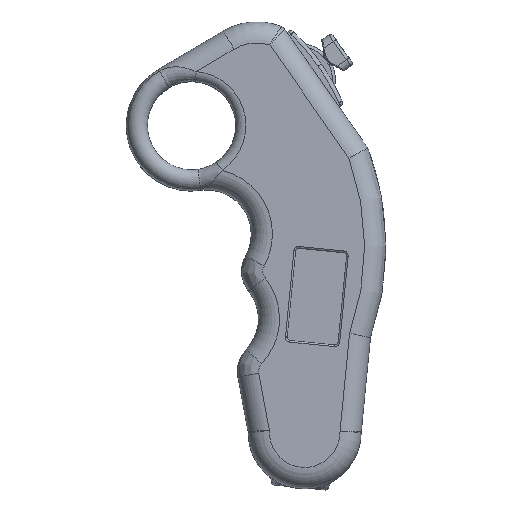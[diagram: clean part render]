
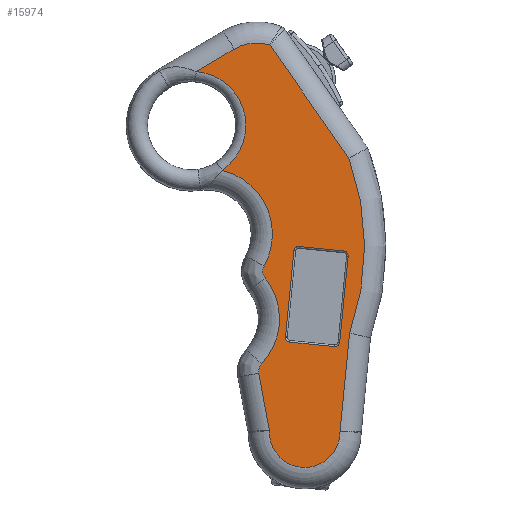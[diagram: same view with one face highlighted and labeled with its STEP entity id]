
A CAD part, top view. The second image highlights one B-rep face of the part: STEP entity #15974.
In plain terms, the highlighted planar face has unit normal (0, 0, 1).
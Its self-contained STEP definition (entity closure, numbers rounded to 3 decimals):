
#1278=FACE_BOUND('',#2847,.T.);
#1446=PLANE('',#17179);
#1855=FACE_OUTER_BOUND('',#2846,.T.);
#2846=EDGE_LOOP('',(#11497,#11498,#11499,#11500,#11501,#11502,#11503,#11504,
#11505,#11506,#11507,#11508));
#2847=EDGE_LOOP('',(#11509,#11510,#11511,#11512,#11513,#11514,#11515,#11516));
#3920=LINE('',#25543,#4892);
#3924=LINE('',#25578,#4896);
#3925=LINE('',#25587,#4897);
#3926=LINE('',#25595,#4898);
#3927=LINE('',#25601,#4899);
#3931=LINE('',#25619,#4903);
#3932=LINE('',#25623,#4904);
#3933=LINE('',#25627,#4905);
#4892=VECTOR('',#19513,10.);
#4896=VECTOR('',#19537,10.);
#4897=VECTOR('',#19550,10.);
#4898=VECTOR('',#19561,10.);
#4899=VECTOR('',#19570,10.);
#4903=VECTOR('',#19590,11.04);
#4904=VECTOR('',#19593,11.04);
#4905=VECTOR('',#19598,10.);
#5866=CIRCLE('',#17157,1.5);
#5872=CIRCLE('',#17165,1.5);
#5875=CIRCLE('',#17170,1.5);
#5878=CIRCLE('',#17175,1.5);
#5879=CIRCLE('',#17180,16.946);
#5880=CIRCLE('',#17181,20.424);
#5881=CIRCLE('',#17182,3.312);
#5882=CIRCLE('',#17183,20.424);
#5883=CIRCLE('',#17184,3.312);
#5884=CIRCLE('',#17185,11.04);
#5885=CIRCLE('',#17186,80.376);
#5886=CIRCLE('',#17187,13.888);
#6956=VERTEX_POINT('',#25093);
#7019=VERTEX_POINT('',#25531);
#7020=VERTEX_POINT('',#25542);
#7023=VERTEX_POINT('',#25566);
#7024=VERTEX_POINT('',#25568);
#7026=VERTEX_POINT('',#25574);
#7028=VERTEX_POINT('',#25580);
#7029=VERTEX_POINT('',#25585);
#7030=VERTEX_POINT('',#25589);
#7031=VERTEX_POINT('',#25593);
#7032=VERTEX_POINT('',#25597);
#7033=VERTEX_POINT('',#25608);
#7034=VERTEX_POINT('',#25610);
#7035=VERTEX_POINT('',#25612);
#7036=VERTEX_POINT('',#25614);
#7037=VERTEX_POINT('',#25616);
#7038=VERTEX_POINT('',#25618);
#7039=VERTEX_POINT('',#25620);
#7040=VERTEX_POINT('',#25622);
#7041=VERTEX_POINT('',#25625);
#8701=EDGE_CURVE('',#7019,#7020,#3920,.T.);
#8707=EDGE_CURVE('',#7023,#7024,#5866,.T.);
#8712=EDGE_CURVE('',#7024,#7026,#3924,.T.);
#8715=EDGE_CURVE('',#7026,#7028,#5872,.T.);
#8717=EDGE_CURVE('',#7028,#7029,#3925,.T.);
#8719=EDGE_CURVE('',#7029,#7030,#5875,.T.);
#8721=EDGE_CURVE('',#7030,#7031,#3926,.T.);
#8723=EDGE_CURVE('',#7031,#7032,#5878,.T.);
#8724=EDGE_CURVE('',#7032,#7023,#3927,.T.);
#8728=EDGE_CURVE('',#7033,#6956,#5879,.T.);
#8729=EDGE_CURVE('',#7034,#7033,#5880,.T.);
#8730=EDGE_CURVE('',#7035,#7034,#5881,.T.);
#8731=EDGE_CURVE('',#7036,#7035,#5882,.T.);
#8732=EDGE_CURVE('',#7037,#7036,#5883,.T.);
#8733=EDGE_CURVE('',#7038,#7037,#3931,.T.);
#8734=EDGE_CURVE('',#7039,#7038,#5884,.T.);
#8735=EDGE_CURVE('',#7040,#7039,#3932,.T.);
#8736=EDGE_CURVE('',#7020,#7040,#5885,.T.);
#8737=EDGE_CURVE('',#7041,#7019,#5886,.T.);
#8738=EDGE_CURVE('',#6956,#7041,#3933,.T.);
#11497=ORIENTED_EDGE('',*,*,#8728,.F.);
#11498=ORIENTED_EDGE('',*,*,#8729,.F.);
#11499=ORIENTED_EDGE('',*,*,#8730,.F.);
#11500=ORIENTED_EDGE('',*,*,#8731,.F.);
#11501=ORIENTED_EDGE('',*,*,#8732,.F.);
#11502=ORIENTED_EDGE('',*,*,#8733,.F.);
#11503=ORIENTED_EDGE('',*,*,#8734,.F.);
#11504=ORIENTED_EDGE('',*,*,#8735,.F.);
#11505=ORIENTED_EDGE('',*,*,#8736,.F.);
#11506=ORIENTED_EDGE('',*,*,#8701,.F.);
#11507=ORIENTED_EDGE('',*,*,#8737,.F.);
#11508=ORIENTED_EDGE('',*,*,#8738,.F.);
#11509=ORIENTED_EDGE('',*,*,#8707,.F.);
#11510=ORIENTED_EDGE('',*,*,#8724,.F.);
#11511=ORIENTED_EDGE('',*,*,#8723,.F.);
#11512=ORIENTED_EDGE('',*,*,#8721,.F.);
#11513=ORIENTED_EDGE('',*,*,#8719,.F.);
#11514=ORIENTED_EDGE('',*,*,#8717,.F.);
#11515=ORIENTED_EDGE('',*,*,#8715,.F.);
#11516=ORIENTED_EDGE('',*,*,#8712,.F.);
#15974=ADVANCED_FACE('',(#1855,#1278),#1446,.T.);
#17157=AXIS2_PLACEMENT_3D('',#25569,#19526,#19527);
#17165=AXIS2_PLACEMENT_3D('',#25583,#19544,#19545);
#17170=AXIS2_PLACEMENT_3D('',#25591,#19555,#19556);
#17175=AXIS2_PLACEMENT_3D('',#25599,#19566,#19567);
#17179=AXIS2_PLACEMENT_3D('',#25607,#19578,#19579);
#17180=AXIS2_PLACEMENT_3D('',#25609,#19580,#19581);
#17181=AXIS2_PLACEMENT_3D('',#25611,#19582,#19583);
#17182=AXIS2_PLACEMENT_3D('',#25613,#19584,#19585);
#17183=AXIS2_PLACEMENT_3D('',#25615,#19586,#19587);
#17184=AXIS2_PLACEMENT_3D('',#25617,#19588,#19589);
#17185=AXIS2_PLACEMENT_3D('',#25621,#19591,#19592);
#17186=AXIS2_PLACEMENT_3D('',#25624,#19594,#19595);
#17187=AXIS2_PLACEMENT_3D('',#25626,#19596,#19597);
#19513=DIRECTION('',(0.574,-0.819,0.));
#19526=DIRECTION('center_axis',(0.,0.,1.));
#19527=DIRECTION('ref_axis',(0.635,-0.773,0.));
#19537=DIRECTION('',(0.098,0.995,0.));
#19544=DIRECTION('center_axis',(0.,0.,1.));
#19545=DIRECTION('ref_axis',(0.773,0.635,0.));
#19550=DIRECTION('',(-0.995,0.098,0.));
#19555=DIRECTION('center_axis',(0.,0.,1.));
#19556=DIRECTION('ref_axis',(-0.635,0.773,0.));
#19561=DIRECTION('',(-0.098,-0.995,0.));
#19566=DIRECTION('center_axis',(0.,0.,1.));
#19567=DIRECTION('ref_axis',(-0.773,-0.635,0.));
#19570=DIRECTION('',(0.995,-0.098,0.));
#19578=DIRECTION('center_axis',(0.,0.,1.));
#19579=DIRECTION('ref_axis',(1.,0.,0.));
#19580=DIRECTION('center_axis',(0.,0.,1.));
#19581=DIRECTION('ref_axis',(0.944,0.331,0.));
#19582=DIRECTION('center_axis',(0.,0.,1.));
#19583=DIRECTION('ref_axis',(0.825,0.565,0.));
#19584=DIRECTION('center_axis',(0.,0.,-1.));
#19585=DIRECTION('ref_axis',(-0.909,0.416,0.));
#19586=DIRECTION('center_axis',(0.,0.,1.));
#19587=DIRECTION('ref_axis',(0.999,-0.041,0.));
#19588=DIRECTION('center_axis',(0.,0.,-1.));
#19589=DIRECTION('ref_axis',(-0.959,0.285,0.));
#19590=DIRECTION('',(-0.181,0.983,0.));
#19591=DIRECTION('center_axis',(0.,0.,-1.));
#19592=DIRECTION('ref_axis',(0.,-1.,0.));
#19593=DIRECTION('',(-0.097,-0.995,0.));
#19594=DIRECTION('center_axis',(0.,0.,-1.));
#19595=DIRECTION('ref_axis',(0.995,-0.098,0.));
#19596=DIRECTION('center_axis',(0.,0.,-1.));
#19597=DIRECTION('ref_axis',(-0.057,0.998,0.));
#19598=DIRECTION('',(0.861,0.508,0.));
#25093=CARTESIAN_POINT('',(-36.203,48.229,29.992));
#25531=CARTESIAN_POINT('',(-13.23,56.529,29.992));
#25542=CARTESIAN_POINT('',(11.511,21.196,29.992));
#25543=CARTESIAN_POINT('',(-1.73,40.106,29.992));
#25566=CARTESIAN_POINT('',(6.963,-37.672,29.992));
#25568=CARTESIAN_POINT('',(8.602,-36.325,29.992));
#25569=CARTESIAN_POINT('Origin',(7.109,-36.179,29.992));
#25574=CARTESIAN_POINT('',(11.237,-9.454,29.992));
#25578=CARTESIAN_POINT('',(13.956,18.284,29.992));
#25580=CARTESIAN_POINT('',(9.89,-7.815,29.992));
#25583=CARTESIAN_POINT('Origin',(9.744,-9.308,29.992));
#25585=CARTESIAN_POINT('',(-4.043,-6.449,29.992));
#25587=CARTESIAN_POINT('',(-6.6,-6.198,29.992));
#25589=CARTESIAN_POINT('',(-5.682,-7.795,29.992));
#25591=CARTESIAN_POINT('Origin',(-4.19,-7.941,29.992));
#25593=CARTESIAN_POINT('',(-8.317,-34.666,29.992));
#25595=CARTESIAN_POINT('',(-4.378,5.512,29.992));
#25597=CARTESIAN_POINT('',(-6.971,-36.305,29.992));
#25599=CARTESIAN_POINT('Origin',(-6.824,-34.813,29.992));
#25601=CARTESIAN_POINT('',(-1.566,-36.835,29.992));
#25607=CARTESIAN_POINT('Origin',(-2.966,46.943,29.992));
#25608=CARTESIAN_POINT('',(-28.116,17.341,29.992));
#25609=CARTESIAN_POINT('Origin',(-37.659,31.345,29.992));
#25610=CARTESIAN_POINT('',(-15.004,-12.529,29.992));
#25611=CARTESIAN_POINT('Origin',(-32.816,-2.535,29.992));
#25612=CARTESIAN_POINT('',(-14.696,-16.226,29.992));
#25613=CARTESIAN_POINT('Origin',(-12.116,-14.15,29.992));
#25614=CARTESIAN_POINT('',(-15.803,-43.101,29.992));
#25615=CARTESIAN_POINT('Origin',(-30.608,-29.031,29.992));
#25616=CARTESIAN_POINT('',(-16.66,-45.983,29.992));
#25617=CARTESIAN_POINT('Origin',(-13.402,-45.382,29.992));
#25618=CARTESIAN_POINT('',(-13.358,-63.881,29.992));
#25619=CARTESIAN_POINT('',(-24.723,-2.271,29.992));
#25620=CARTESIAN_POINT('',(8.705,-64.133,29.992));
#25621=CARTESIAN_POINT('Origin',(-2.331,-64.416,29.992));
#25622=CARTESIAN_POINT('',(11.682,-33.51,29.992));
#25623=CARTESIAN_POINT('',(14.017,-9.499,29.992));
#25624=CARTESIAN_POINT('Origin',(-63.981,-6.394,29.992));
#25625=CARTESIAN_POINT('',(-24.367,55.214,29.992));
#25626=CARTESIAN_POINT('Origin',(-17.308,43.254,29.992));
#25627=CARTESIAN_POINT('',(-18.242,58.83,29.992));
